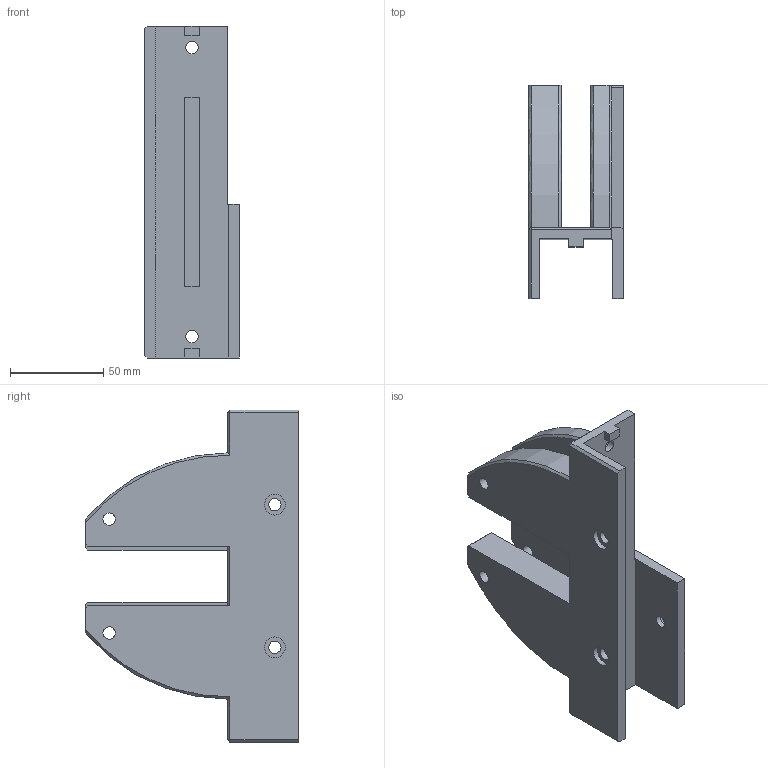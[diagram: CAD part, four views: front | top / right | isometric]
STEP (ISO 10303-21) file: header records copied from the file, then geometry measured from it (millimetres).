
FILE_DESCRIPTION(/* description */ ('','CAx-IF Rec.Pracs.---Representation and Presentation of Product Manufacturing Information (PMI)---4.0---2014-10-13'),/* implementation_level */ '2;1');
FILE_NAME(/* name */ 'New Manifold Holder R v1.step',/* time_stamp */ '2025-02-21T15:05:34-05:00',/* author */ (''),/* organization */ (''),/* preprocessor_version */ 'ST-DEVELOPER v20',/* originating_system */ 'Autodesk Translation Framework v13.20.0.188',/* authorisation */ '');
FILE_SCHEMA (('AP242_MANAGED_MODEL_BASED_3D_ENGINEERING_MIM_LF { 1 0 10303 442 1 1 4 }'));
Length unit declared in the file: inch
Products named in the file (1): New Manifold Holder R
Bounding box: 50.8 x 114.26 x 178.05 mm (x, y, z)
Volume: 286290.6 mm3; surface area: 72377.8 mm2
Topology: 1 solids, 1 shells, 86 faces, 220 edges, 142 vertices
Faces by surface type: plane 61, cylinder 18, cone 7
Full cylindrical faces by diameter (mm): 6.604 x9, 11.176 x5
Entity records: 2645 total; most frequent: CARTESIAN_POINT 463, ORIENTED_EDGE 440, DIRECTION 436, EDGE_CURVE 220, LINE 164, VECTOR 164, VERTEX_POINT 142, AXIS2_PLACEMENT_3D 136
